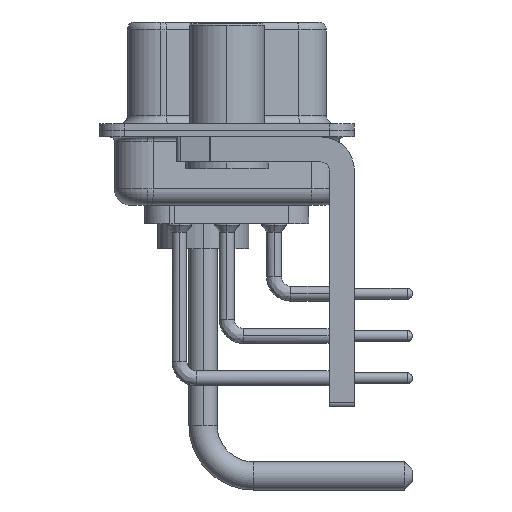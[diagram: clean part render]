
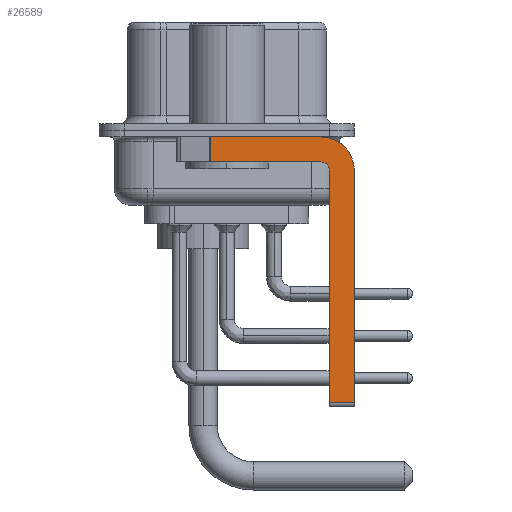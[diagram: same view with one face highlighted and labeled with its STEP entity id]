
A CAD part, left-side view. The second image highlights one B-rep face of the part: STEP entity #26589.
In plain terms, the highlighted planar face has unit normal (-1, 0, 0).
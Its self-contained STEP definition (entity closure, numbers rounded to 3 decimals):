
#864 = CARTESIAN_POINT ( 'NONE',  ( -2.9, -5.65, -0.4 ) ) ;
#1646 = VECTOR ( 'NONE', #34564, 1000. ) ;
#2539 = VERTEX_POINT ( 'NONE', #19350 ) ;
#5330 = LINE ( 'NONE', #17386, #7785 ) ;
#5405 = VECTOR ( 'NONE', #29523, 1000. ) ;
#5431 = EDGE_CURVE ( 'NONE', #12195, #36352, #31922, .T. ) ;
#5670 = EDGE_CURVE ( 'NONE', #2539, #24889, #31083, .T. ) ;
#5849 = ORIENTED_EDGE ( 'NONE', *, *, #20242, .F. ) ;
#6274 = ORIENTED_EDGE ( 'NONE', *, *, #31075, .F. ) ;
#7608 = AXIS2_PLACEMENT_3D ( 'NONE', #30726, #18989, #24856 ) ;
#7785 = VECTOR ( 'NONE', #21230, 1000. ) ;
#8591 = CARTESIAN_POINT ( 'NONE',  ( -2.9, -5.65, -2.4 ) ) ;
#9390 = DIRECTION ( 'NONE',  ( 0., 0., -1. ) ) ;
#10105 = CARTESIAN_POINT ( 'NONE',  ( -2.9, -6.15, -16.35 ) ) ;
#10155 = VECTOR ( 'NONE', #27638, 1000. ) ;
#11610 = DIRECTION ( 'NONE',  ( 1., 0., 0. ) ) ;
#12195 = VERTEX_POINT ( 'NONE', #10105 ) ;
#12891 = CARTESIAN_POINT ( 'NONE',  ( -2.9, 0.978, -1.9 ) ) ;
#14074 = ORIENTED_EDGE ( 'NONE', *, *, #5670, .T. ) ;
#14426 = ORIENTED_EDGE ( 'NONE', *, *, #36873, .F. ) ;
#14509 = CARTESIAN_POINT ( 'NONE',  ( -2.9, -7.65, -16.35 ) ) ;
#15688 = CARTESIAN_POINT ( 'NONE',  ( -2.9, 0.978, -1.9 ) ) ;
#15712 = LINE ( 'NONE', #28262, #32278 ) ;
#17030 = CARTESIAN_POINT ( 'NONE',  ( -2.9, -5.65, -2.4 ) ) ;
#17165 = CARTESIAN_POINT ( 'NONE',  ( -2.9, -5.65, -16.35 ) ) ;
#17386 = CARTESIAN_POINT ( 'NONE',  ( -2.9, 3., -0.4 ) ) ;
#18389 = CARTESIAN_POINT ( 'NONE',  ( -2.9, -7.65, -2.4 ) ) ;
#18989 = DIRECTION ( 'NONE',  ( -1., 0., 0. ) ) ;
#19350 = CARTESIAN_POINT ( 'NONE',  ( -2.9, 0.978, -0.4 ) ) ;
#19483 = EDGE_CURVE ( 'NONE', #12195, #32744, #30329, .T. ) ;
#20242 = EDGE_CURVE ( 'NONE', #31211, #31023, #30584, .T. ) ;
#21046 = CARTESIAN_POINT ( 'NONE',  ( -2.9, -6.15, -2.4 ) ) ;
#21230 = DIRECTION ( 'NONE',  ( 0., -1., 0. ) ) ;
#22783 = CARTESIAN_POINT ( 'NONE',  ( -2.9, -5.65, -1.9 ) ) ;
#23928 = PLANE ( 'NONE',  #26372 ) ;
#24856 = DIRECTION ( 'NONE',  ( 0., 0., 1. ) ) ;
#24889 = VERTEX_POINT ( 'NONE', #12891 ) ;
#25028 = DIRECTION ( 'NONE',  ( 0., 0., -1. ) ) ;
#26372 = AXIS2_PLACEMENT_3D ( 'NONE', #8591, #11610, #9390 ) ;
#26589 = ADVANCED_FACE ( 'NONE', ( #27565 ), #23928, .F. ) ;
#27465 = DIRECTION ( 'NONE',  ( 0., 1., 0. ) ) ;
#27565 = FACE_OUTER_BOUND ( 'NONE', #34464, .T. ) ;
#27578 = CIRCLE ( 'NONE', #7608, 0.5 ) ;
#27598 = EDGE_CURVE ( 'NONE', #31023, #32744, #15712, .T. ) ;
#27638 = DIRECTION ( 'NONE',  ( 0., 0., -1. ) ) ;
#27831 = VERTEX_POINT ( 'NONE', #22783 ) ;
#28262 = CARTESIAN_POINT ( 'NONE',  ( -2.9, -7.65, -2.4 ) ) ;
#28818 = ORIENTED_EDGE ( 'NONE', *, *, #5431, .F. ) ;
#29523 = DIRECTION ( 'NONE',  ( 0., -1., 0. ) ) ;
#29579 = DIRECTION ( 'NONE',  ( 1., 0., 0. ) ) ;
#29911 = LINE ( 'NONE', #30105, #36904 ) ;
#30105 = CARTESIAN_POINT ( 'NONE',  ( -2.9, -5.65, -1.9 ) ) ;
#30329 = LINE ( 'NONE', #17165, #5405 ) ;
#30584 = CIRCLE ( 'NONE', #37020, 2. ) ;
#30726 = CARTESIAN_POINT ( 'NONE',  ( -2.9, -5.65, -2.4 ) ) ;
#31023 = VERTEX_POINT ( 'NONE', #18389 ) ;
#31075 = EDGE_CURVE ( 'NONE', #36352, #27831, #27578, .T. ) ;
#31083 = LINE ( 'NONE', #15688, #10155 ) ;
#31211 = VERTEX_POINT ( 'NONE', #864 ) ;
#31922 = LINE ( 'NONE', #37591, #1646 ) ;
#32278 = VECTOR ( 'NONE', #25028, 1000. ) ;
#32744 = VERTEX_POINT ( 'NONE', #14509 ) ;
#33677 = EDGE_CURVE ( 'NONE', #2539, #31211, #5330, .T. ) ;
#34464 = EDGE_LOOP ( 'NONE', ( #37596, #14074, #14426, #6274, #28818, #36181, #38360, #5849 ) ) ;
#34564 = DIRECTION ( 'NONE',  ( 0., 0., 1. ) ) ;
#34871 = DIRECTION ( 'NONE',  ( 0., 0., -1. ) ) ;
#36181 = ORIENTED_EDGE ( 'NONE', *, *, #19483, .T. ) ;
#36352 = VERTEX_POINT ( 'NONE', #21046 ) ;
#36873 = EDGE_CURVE ( 'NONE', #27831, #24889, #29911, .T. ) ;
#36904 = VECTOR ( 'NONE', #27465, 1000. ) ;
#37020 = AXIS2_PLACEMENT_3D ( 'NONE', #17030, #29579, #34871 ) ;
#37591 = CARTESIAN_POINT ( 'NONE',  ( -2.9, -6.15, -16.6 ) ) ;
#37596 = ORIENTED_EDGE ( 'NONE', *, *, #33677, .F. ) ;
#38360 = ORIENTED_EDGE ( 'NONE', *, *, #27598, .F. ) ;
